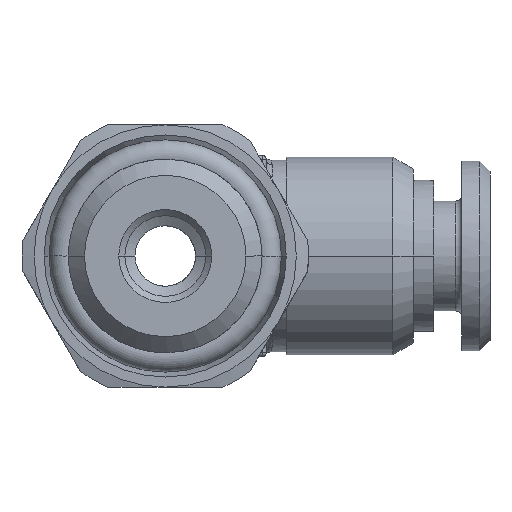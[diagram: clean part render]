
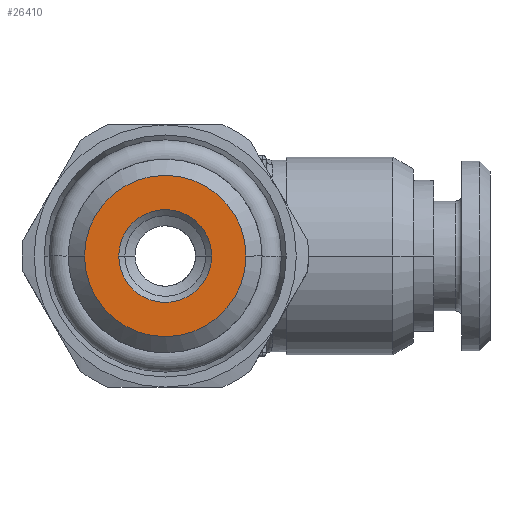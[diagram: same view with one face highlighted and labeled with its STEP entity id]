
A CAD part, left-side view. The second image highlights one B-rep face of the part: STEP entity #26410.
In plain terms, the highlighted planar face has unit normal (-1, 0, 0).
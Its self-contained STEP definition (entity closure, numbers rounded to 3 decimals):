
#26302=CARTESIAN_POINT('Vertex',(-17.9,-4.,0.)) ;
#26309=CARTESIAN_POINT('Vertex',(-17.9,4.,0.)) ;
#26312=CARTESIAN_POINT('Axis2P3D Location',(-17.9,0.,0.)) ;
#26329=CARTESIAN_POINT('Axis2P3D Location',(-17.9,0.,0.)) ;
#26341=CARTESIAN_POINT('Axis2P3D Location',(-17.9,0.,0.)) ;
#26351=CARTESIAN_POINT('Control Point',(-17.9,2.3,0.)) ;
#26352=CARTESIAN_POINT('Control Point',(-17.9,2.3,-0.223)) ;
#26353=CARTESIAN_POINT('Control Point',(-17.9,2.273,-0.446)) ;
#26354=CARTESIAN_POINT('Control Point',(-17.9,2.219,-0.664)) ;
#26355=CARTESIAN_POINT('Control Point',(-17.9,2.059,-1.084)) ;
#26356=CARTESIAN_POINT('Control Point',(-17.9,1.804,-1.453)) ;
#26357=CARTESIAN_POINT('Control Point',(-17.9,1.654,-1.621)) ;
#26358=CARTESIAN_POINT('Control Point',(-17.9,1.317,-1.918)) ;
#26359=CARTESIAN_POINT('Control Point',(-17.9,0.919,-2.126)) ;
#26360=CARTESIAN_POINT('Control Point',(-17.9,0.708,-2.205)) ;
#26361=CARTESIAN_POINT('Control Point',(-17.9,0.272,-2.311)) ;
#26362=CARTESIAN_POINT('Control Point',(-17.9,-0.177,-2.31)) ;
#26363=CARTESIAN_POINT('Control Point',(-17.9,-0.4,-2.281)) ;
#26364=CARTESIAN_POINT('Control Point',(-17.9,-0.836,-2.172)) ;
#26365=CARTESIAN_POINT('Control Point',(-17.9,-1.232,-1.961)) ;
#26366=CARTESIAN_POINT('Control Point',(-17.9,-1.417,-1.832)) ;
#26367=CARTESIAN_POINT('Control Point',(-17.9,-1.751,-1.532)) ;
#26368=CARTESIAN_POINT('Control Point',(-17.9,-2.004,-1.161)) ;
#26369=CARTESIAN_POINT('Control Point',(-17.9,-2.107,-0.961)) ;
#26370=CARTESIAN_POINT('Control Point',(-17.9,-2.223,-0.649)) ;
#26371=CARTESIAN_POINT('Control Point',(-17.9,-2.281,-0.323)) ;
#26372=CARTESIAN_POINT('Control Point',(-17.9,-2.294,-0.215)) ;
#26373=CARTESIAN_POINT('Control Point',(-17.9,-2.3,-0.108)) ;
#26374=CARTESIAN_POINT('Control Point',(-17.9,-2.3,0.)) ;
#26375=CARTESIAN_POINT('Vertex',(-17.9,2.3,0.)) ;
#26377=CARTESIAN_POINT('Vertex',(-17.9,-2.3,0.)) ;
#26381=CARTESIAN_POINT('Control Point',(-17.9,-2.3,0.)) ;
#26382=CARTESIAN_POINT('Control Point',(-17.9,-2.3,0.223)) ;
#26383=CARTESIAN_POINT('Control Point',(-17.9,-2.273,0.446)) ;
#26384=CARTESIAN_POINT('Control Point',(-17.9,-2.219,0.664)) ;
#26385=CARTESIAN_POINT('Control Point',(-17.9,-2.059,1.084)) ;
#26386=CARTESIAN_POINT('Control Point',(-17.9,-1.804,1.453)) ;
#26387=CARTESIAN_POINT('Control Point',(-17.9,-1.654,1.621)) ;
#26388=CARTESIAN_POINT('Control Point',(-17.9,-1.317,1.918)) ;
#26389=CARTESIAN_POINT('Control Point',(-17.9,-0.919,2.126)) ;
#26390=CARTESIAN_POINT('Control Point',(-17.9,-0.708,2.205)) ;
#26391=CARTESIAN_POINT('Control Point',(-17.9,-0.272,2.311)) ;
#26392=CARTESIAN_POINT('Control Point',(-17.9,0.177,2.31)) ;
#26393=CARTESIAN_POINT('Control Point',(-17.9,0.4,2.281)) ;
#26394=CARTESIAN_POINT('Control Point',(-17.9,0.836,2.172)) ;
#26395=CARTESIAN_POINT('Control Point',(-17.9,1.232,1.961)) ;
#26396=CARTESIAN_POINT('Control Point',(-17.9,1.417,1.832)) ;
#26397=CARTESIAN_POINT('Control Point',(-17.9,1.751,1.532)) ;
#26398=CARTESIAN_POINT('Control Point',(-17.9,2.004,1.161)) ;
#26399=CARTESIAN_POINT('Control Point',(-17.9,2.107,0.961)) ;
#26400=CARTESIAN_POINT('Control Point',(-17.9,2.223,0.649)) ;
#26401=CARTESIAN_POINT('Control Point',(-17.9,2.281,0.323)) ;
#26402=CARTESIAN_POINT('Control Point',(-17.9,2.294,0.215)) ;
#26403=CARTESIAN_POINT('Control Point',(-17.9,2.3,0.108)) ;
#26404=CARTESIAN_POINT('Control Point',(-17.9,2.3,0.)) ;
#26313=DIRECTION('Axis2P3D Direction',(1.,0.,0.)) ;
#26330=DIRECTION('Axis2P3D Direction',(1.,0.,0.)) ;
#26342=DIRECTION('Axis2P3D Direction',(1.,0.,-0.)) ;
#26343=DIRECTION('Axis2P3D XDirection',(0.,0.,1.)) ;
#26314=AXIS2_PLACEMENT_3D('Circle Axis2P3D',#26312,#26313,$) ;
#26331=AXIS2_PLACEMENT_3D('Circle Axis2P3D',#26329,#26330,$) ;
#26344=AXIS2_PLACEMENT_3D('Plane Axis2P3D',#26341,#26342,#26343) ;
#26347=ORIENTED_EDGE('',*,*,#26333,.F.) ;
#26348=ORIENTED_EDGE('',*,*,#26316,.F.) ;
#26407=ORIENTED_EDGE('',*,*,#26379,.F.) ;
#26408=ORIENTED_EDGE('',*,*,#26405,.F.) ;
#26409=FACE_BOUND('',#26406,.T.) ;
#26410=ADVANCED_FACE('PR427B-04G18',(#26349,#26409),#26345,.F.) ;
#26350=B_SPLINE_CURVE_WITH_KNOTS('',5,(#26351,#26352,#26353,#26354,#26355,#26356,#26357,#26358,#26359,#26360,#26361,#26362,#26363,#26364,#26365,#26366,#26367,#26368,#26369,#26370,#26371,#26372,#26373,#26374),.UNSPECIFIED.,.F.,.U.,(6,3,3,3,3,3,3,6),(0.,1.576,3.152,4.728,6.304,7.88,9.456,10.218),.UNSPECIFIED.) ;
#26380=B_SPLINE_CURVE_WITH_KNOTS('',5,(#26381,#26382,#26383,#26384,#26385,#26386,#26387,#26388,#26389,#26390,#26391,#26392,#26393,#26394,#26395,#26396,#26397,#26398,#26399,#26400,#26401,#26402,#26403,#26404),.UNSPECIFIED.,.F.,.U.,(6,3,3,3,3,3,3,6),(0.,1.576,3.152,4.728,6.304,7.88,9.456,10.218),.UNSPECIFIED.) ;
#26315=CIRCLE('generated circle',#26314,4.) ;
#26332=CIRCLE('generated circle',#26331,4.) ;
#26316=EDGE_CURVE('',#26310,#26303,#26315,.T.) ;
#26333=EDGE_CURVE('',#26303,#26310,#26332,.T.) ;
#26379=EDGE_CURVE('',#26376,#26378,#26350,.T.) ;
#26405=EDGE_CURVE('',#26378,#26376,#26380,.T.) ;
#26346=EDGE_LOOP('',(#26347,#26348)) ;
#26406=EDGE_LOOP('',(#26407,#26408)) ;
#26349=FACE_OUTER_BOUND('',#26346,.T.) ;
#26345=PLANE('',#26344) ;
#26303=VERTEX_POINT('',#26302) ;
#26310=VERTEX_POINT('',#26309) ;
#26376=VERTEX_POINT('',#26375) ;
#26378=VERTEX_POINT('',#26377) ;
